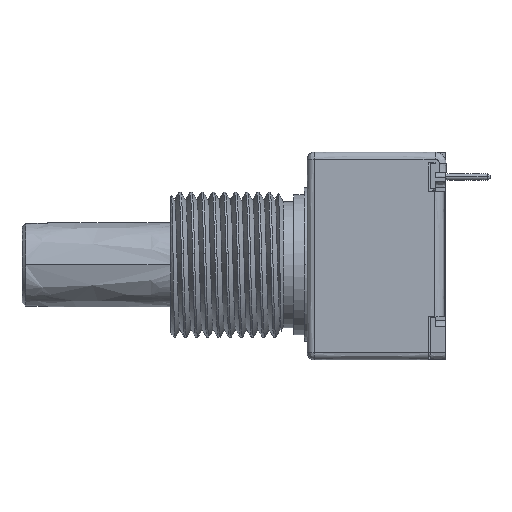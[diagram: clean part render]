
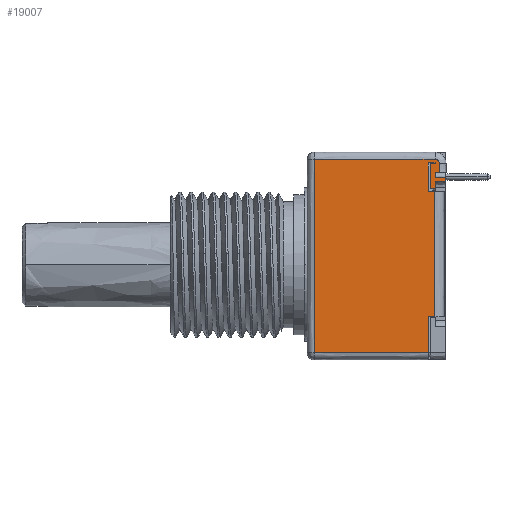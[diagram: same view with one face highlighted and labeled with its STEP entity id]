
A CAD part, left-side view. The second image highlights one B-rep face of the part: STEP entity #19007.
In plain terms, the highlighted free-form (B-spline) face has degree [1, 1] with [2, 2] control points.
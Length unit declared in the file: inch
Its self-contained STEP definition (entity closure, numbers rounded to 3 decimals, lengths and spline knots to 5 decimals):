
#939=DIRECTION('',(0.,0.,1.));
#940=VECTOR('',#939,0.012);
#941=CARTESIAN_POINT('',(-0.2805,-0.006,0.233));
#942=LINE('',#941,#940);
#5666=DIRECTION('',(0.,1.,0.));
#5667=VECTOR('',#5666,0.01031);
#5668=CARTESIAN_POINT('',(-0.2805,0.01169,0.2585));
#5669=LINE('',#5668,#5667);
#5673=DIRECTION('',(0.,0.,1.));
#5674=VECTOR('',#5673,0.0135);
#5675=CARTESIAN_POINT('',(-0.2805,0.022,0.245));
#5676=LINE('',#5675,#5674);
#5680=DIRECTION('',(0.,1.,0.));
#5681=VECTOR('',#5680,0.028);
#5682=CARTESIAN_POINT('',(-0.2805,-0.006,0.245));
#5683=LINE('',#5682,#5681);
#5687=DIRECTION('',(0.,1.,0.));
#5688=VECTOR('',#5687,0.028);
#5689=CARTESIAN_POINT('',(-0.2805,-0.006,0.233));
#5690=LINE('',#5689,#5688);
#5694=DIRECTION('',(0.,0.,1.));
#5695=VECTOR('',#5694,0.02);
#5696=CARTESIAN_POINT('',(-0.2805,0.022,0.213));
#5697=LINE('',#5696,#5695);
#5701=DIRECTION('',(0.,-1.,0.));
#5702=VECTOR('',#5701,0.014);
#5703=CARTESIAN_POINT('',(-0.2805,0.036,0.213));
#5704=LINE('',#5703,#5702);
#5708=DIRECTION('',(0.,0.,1.));
#5709=VECTOR('',#5708,0.07);
#5710=CARTESIAN_POINT('',(-0.2805,0.036,0.213));
#5711=LINE('',#5710,#5709);
#5715=DIRECTION('',(0.,-1.,0.));
#5716=VECTOR('',#5715,0.014);
#5717=CARTESIAN_POINT('',(-0.2805,0.036,0.283));
#5718=LINE('',#5717,#5716);
#5722=DIRECTION('',(0.,0.,1.));
#5723=VECTOR('',#5722,0.001);
#5724=CARTESIAN_POINT('',(-0.2805,0.022,0.283));
#5725=LINE('',#5724,#5723);
#5729=CARTESIAN_POINT('',(-0.2805,0.023,0.284));
#5730=DIRECTION('',(-1.,0.,0.));
#5731=DIRECTION('',(0.,-1.,0.));
#5732=AXIS2_PLACEMENT_3D('',#5729,#5730,#5731);
#5737=DIRECTION('',(0.,1.,0.));
#5738=VECTOR('',#5737,0.019);
#5739=CARTESIAN_POINT('',(-0.2805,0.023,0.285));
#5740=LINE('',#5739,#5738);
#5744=DIRECTION('',(0.,0.,1.));
#5745=VECTOR('',#5744,0.08);
#5746=CARTESIAN_POINT('',(-0.2805,0.042,0.205));
#5747=LINE('',#5746,#5745);
#5751=DIRECTION('',(0.,0.,1.));
#5752=VECTOR('',#5751,0.10131);
#5753=CARTESIAN_POINT('',(-0.2805,0.042,-0.24631));
#5754=LINE('',#5753,#5752);
#5758=CARTESIAN_POINT('',(-0.2805,0.023,0.284));
#5759=DIRECTION('',(1.,0.,0.));
#5760=DIRECTION('',(0.,0.,1.));
#5761=AXIS2_PLACEMENT_3D('',#5758,#5759,#5760);
#5766=DIRECTION('',(0.,0.,-1.));
#5767=VECTOR('',#5766,0.0255);
#5768=CARTESIAN_POINT('',(-0.2805,0.01169,0.284));
#5769=LINE('',#5768,#5767);
#5846=DIRECTION('',(0.,-1.,0.));
#5847=VECTOR('',#5846,0.017);
#5848=CARTESIAN_POINT('',(-0.2805,0.042,-0.145));
#5849=LINE('',#5848,#5847);
#5921=DIRECTION('',(0.,-1.,0.));
#5922=VECTOR('',#5921,0.017);
#5923=CARTESIAN_POINT('',(-0.2805,0.042,0.205));
#5924=LINE('',#5923,#5922);
#5985=DIRECTION('',(0.,0.,1.));
#5986=VECTOR('',#5985,0.35);
#5987=CARTESIAN_POINT('',(-0.2805,0.025,-0.145));
#5988=LINE('',#5987,#5986);
#6554=DIRECTION('',(0.,1.,0.));
#6555=VECTOR('',#6554,0.33831);
#6556=CARTESIAN_POINT('',(-0.2805,0.023,0.29531));
#6557=LINE('',#6556,#6555);
#6600=DIRECTION('',(0.,0.,1.));
#6601=VECTOR('',#6600,0.54163);
#6602=CARTESIAN_POINT('',(-0.2805,0.36131,-0.24631));
#6603=LINE('',#6602,#6601);
#6676=DIRECTION('',(0.,-1.,0.));
#6677=VECTOR('',#6676,0.31931);
#6678=CARTESIAN_POINT('',(-0.2805,0.36131,-0.24631));
#6679=LINE('',#6678,#6677);
#11636=CARTESIAN_POINT('',(-0.2805,0.36131,-0.24631));
#11637=CARTESIAN_POINT('',(-0.2805,0.36131,0.29531));
#11638=VERTEX_POINT('',#11636);
#11639=VERTEX_POINT('',#11637);
#11686=CARTESIAN_POINT('',(-0.2805,0.042,-0.24631));
#11688=VERTEX_POINT('',#11686);
#11738=CARTESIAN_POINT('',(-0.2805,0.025,-0.145));
#11740=VERTEX_POINT('',#11738);
#11744=CARTESIAN_POINT('',(-0.2805,0.025,0.205));
#11746=VERTEX_POINT('',#11744);
#11754=CARTESIAN_POINT('',(-0.2805,0.042,-0.145));
#11755=VERTEX_POINT('',#11754);
#11758=CARTESIAN_POINT('',(-0.2805,0.042,0.205));
#11759=VERTEX_POINT('',#11758);
#11818=CARTESIAN_POINT('',(-0.2805,0.022,0.284));
#11819=CARTESIAN_POINT('',(-0.2805,0.023,0.285));
#11820=VERTEX_POINT('',#11818);
#11821=VERTEX_POINT('',#11819);
#11832=CARTESIAN_POINT('',(-0.2805,0.01169,0.2585));
#11833=VERTEX_POINT('',#11832);
#11834=CARTESIAN_POINT('',(-0.2805,0.023,0.29531));
#11835=VERTEX_POINT('',#11834);
#11836=CARTESIAN_POINT('',(-0.2805,0.01169,0.284));
#11837=VERTEX_POINT('',#11836);
#11898=CARTESIAN_POINT('',(-0.2805,0.042,0.285));
#11899=VERTEX_POINT('',#11898);
#12496=CARTESIAN_POINT('',(-0.2805,-0.006,0.233));
#12497=CARTESIAN_POINT('',(-0.2805,0.022,0.233));
#12498=VERTEX_POINT('',#12496);
#12499=VERTEX_POINT('',#12497);
#12516=CARTESIAN_POINT('',(-0.2805,-0.006,0.245));
#12517=VERTEX_POINT('',#12516);
#12528=CARTESIAN_POINT('',(-0.2805,0.022,0.245));
#12529=VERTEX_POINT('',#12528);
#12552=CARTESIAN_POINT('',(-0.2805,0.036,0.213));
#12553=CARTESIAN_POINT('',(-0.2805,0.036,0.283));
#12554=VERTEX_POINT('',#12552);
#12555=VERTEX_POINT('',#12553);
#12562=CARTESIAN_POINT('',(-0.2805,0.022,0.213));
#12563=VERTEX_POINT('',#12562);
#13332=CARTESIAN_POINT('',(-0.2805,0.022,0.2585));
#13334=VERTEX_POINT('',#13332);
#13340=CARTESIAN_POINT('',(-0.2805,0.022,0.283));
#13342=VERTEX_POINT('',#13340);
#18963=CARTESIAN_POINT('',(-0.2805,-0.01335,-0.25715));
#18964=CARTESIAN_POINT('',(-0.2805,0.36866,-0.25715));
#18965=CARTESIAN_POINT('',(-0.2805,-0.01335,0.30615));
#18966=CARTESIAN_POINT('',(-0.2805,0.36866,0.30615));
#18967=B_SPLINE_SURFACE_WITH_KNOTS('',1,1,((#18963,#18964),(#18965,#18966)),
.UNSPECIFIED.,.F.,.F.,.F.,(2,2),(2,2),(0.00885,0.57215),(
-0.01335,0.36866),.UNSPECIFIED.);
#18969=ORIENTED_EDGE('',*,*,#18968,.T.);
#18970=ORIENTED_EDGE('',*,*,#17664,.F.);
#18972=ORIENTED_EDGE('',*,*,#18971,.F.);
#18973=ORIENTED_EDGE('',*,*,#13621,.F.);
#18975=ORIENTED_EDGE('',*,*,#18974,.T.);
#18976=ORIENTED_EDGE('',*,*,#17582,.F.);
#18978=ORIENTED_EDGE('',*,*,#18977,.F.);
#18979=ORIENTED_EDGE('',*,*,#17854,.T.);
#18980=ORIENTED_EDGE('',*,*,#18272,.T.);
#18982=ORIENTED_EDGE('',*,*,#18981,.T.);
#18984=ORIENTED_EDGE('',*,*,#18983,.T.);
#18986=ORIENTED_EDGE('',*,*,#18985,.T.);
#18987=ORIENTED_EDGE('',*,*,#18115,.F.);
#18989=ORIENTED_EDGE('',*,*,#18988,.T.);
#18991=ORIENTED_EDGE('',*,*,#18990,.F.);
#18993=ORIENTED_EDGE('',*,*,#18992,.F.);
#18994=ORIENTED_EDGE('',*,*,#18139,.F.);
#18996=ORIENTED_EDGE('',*,*,#18995,.F.);
#18998=ORIENTED_EDGE('',*,*,#18997,.T.);
#19000=ORIENTED_EDGE('',*,*,#18999,.F.);
#19002=ORIENTED_EDGE('',*,*,#19001,.T.);
#19004=ORIENTED_EDGE('',*,*,#19003,.T.);
#19005=EDGE_LOOP('',(#18969,#18970,#18972,#18973,#18975,#18976,#18978,#18979,
#18980,#18982,#18984,#18986,#18987,#18989,#18991,#18993,#18994,#18996,#18998,
#19000,#19002,#19004));
#19006=FACE_OUTER_BOUND('',#19005,.F.);
#19007=ADVANCED_FACE('',(#19006),#18967,.T.);
#5733=CIRCLE('',#5732,0.001);
#5762=CIRCLE('',#5761,0.01131);
#13621=EDGE_CURVE('',#12498,#12517,#942,.T.);
#17582=EDGE_CURVE('',#12563,#12499,#5697,.T.);
#17664=EDGE_CURVE('',#12529,#13334,#5676,.T.);
#17854=EDGE_CURVE('',#12554,#12555,#5711,.T.);
#18115=EDGE_CURVE('',#11759,#11899,#5747,.T.);
#18139=EDGE_CURVE('',#11688,#11755,#5754,.T.);
#18272=EDGE_CURVE('',#12555,#13342,#5718,.T.);
#18968=EDGE_CURVE('',#11833,#13334,#5669,.T.);
#18971=EDGE_CURVE('',#12517,#12529,#5683,.T.);
#18974=EDGE_CURVE('',#12498,#12499,#5690,.T.);
#18977=EDGE_CURVE('',#12554,#12563,#5704,.T.);
#18981=EDGE_CURVE('',#13342,#11820,#5725,.T.);
#18983=EDGE_CURVE('',#11820,#11821,#5733,.T.);
#18985=EDGE_CURVE('',#11821,#11899,#5740,.T.);
#18988=EDGE_CURVE('',#11759,#11746,#5924,.T.);
#18990=EDGE_CURVE('',#11740,#11746,#5988,.T.);
#18992=EDGE_CURVE('',#11755,#11740,#5849,.T.);
#18995=EDGE_CURVE('',#11638,#11688,#6679,.T.);
#18997=EDGE_CURVE('',#11638,#11639,#6603,.T.);
#18999=EDGE_CURVE('',#11835,#11639,#6557,.T.);
#19001=EDGE_CURVE('',#11835,#11837,#5762,.T.);
#19003=EDGE_CURVE('',#11837,#11833,#5769,.T.);
